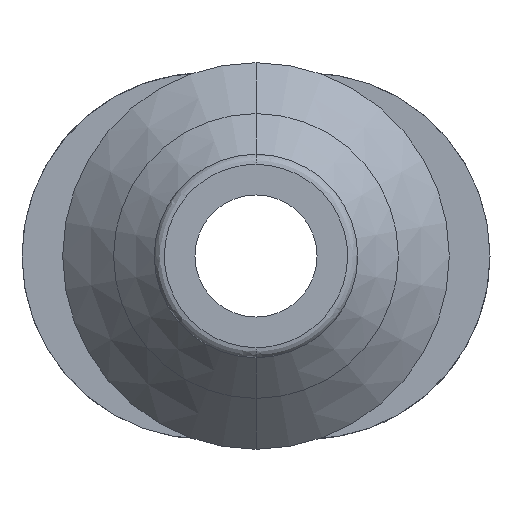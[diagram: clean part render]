
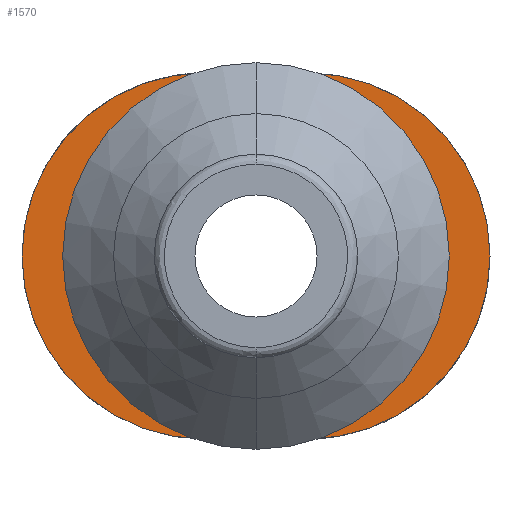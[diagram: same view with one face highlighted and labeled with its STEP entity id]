
A CAD part, front view. The second image highlights one B-rep face of the part: STEP entity #1570.
In plain terms, the highlighted planar face has unit normal (0, -1, 0).
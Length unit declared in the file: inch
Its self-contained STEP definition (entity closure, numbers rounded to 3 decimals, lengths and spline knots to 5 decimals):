
#62 = DIRECTION ( 'NONE',  ( -1., 0., 0. ) ) ;
#117 = FACE_OUTER_BOUND ( 'NONE', #1212, .T. ) ;
#147 = FACE_BOUND ( 'NONE', #1988, .T. ) ;
#191 = DIRECTION ( 'NONE',  ( 0., -1., 0. ) ) ;
#326 = DIRECTION ( 'NONE',  ( 0., 1., 0. ) ) ;
#456 = VECTOR ( 'NONE', #62, 39.37008 ) ;
#461 = LINE ( 'NONE', #1294, #456 ) ;
#469 = CARTESIAN_POINT ( 'NONE',  ( 0., 1.14173, 0.09055 ) ) ;
#568 = CIRCLE ( 'NONE', #2165, 0.09055 ) ;
#576 = ORIENTED_EDGE ( 'NONE', *, *, #2125, .F. ) ;
#644 = VERTEX_POINT ( 'NONE', #2126 ) ;
#714 = VECTOR ( 'NONE', #1289, 39.37008 ) ;
#750 = VERTEX_POINT ( 'NONE', #1800 ) ;
#760 = EDGE_CURVE ( 'NONE', #750, #1556, #913, .T. ) ;
#781 = CIRCLE ( 'NONE', #2173, 0.09055 ) ;
#782 = ORIENTED_EDGE ( 'NONE', *, *, #905, .F. ) ;
#786 = LINE ( 'NONE', #2016, #714 ) ;
#849 = ORIENTED_EDGE ( 'NONE', *, *, #1237, .F. ) ;
#854 = EDGE_CURVE ( 'NONE', #1577, #1636, #781, .T. ) ;
#898 = CARTESIAN_POINT ( 'NONE',  ( 0., 1.14173, 0. ) ) ;
#905 = EDGE_CURVE ( 'NONE', #1215, #750, #786, .T. ) ;
#913 = CIRCLE ( 'NONE', #1223, 0.14173 ) ;
#959 = PLANE ( 'NONE',  #995 ) ;
#965 = DIRECTION ( 'NONE',  ( 0., 0., 1. ) ) ;
#995 = AXIS2_PLACEMENT_3D ( 'NONE', #1906, #2074, #965 ) ;
#1058 = CARTESIAN_POINT ( 'NONE',  ( 0.03937, 1.14173, 0. ) ) ;
#1107 = DIRECTION ( 'NONE',  ( 0., 0., 1. ) ) ;
#1155 = ORIENTED_EDGE ( 'NONE', *, *, #760, .F. ) ;
#1169 = CARTESIAN_POINT ( 'NONE',  ( 0., 1.14173, -0.09055 ) ) ;
#1207 = CIRCLE ( 'NONE', #1876, 0.14173 ) ;
#1212 = EDGE_LOOP ( 'NONE', ( #1155, #782, #2239, #849 ) ) ;
#1215 = VERTEX_POINT ( 'NONE', #2330 ) ;
#1223 = AXIS2_PLACEMENT_3D ( 'NONE', #1058, #2311, #1246 ) ;
#1237 = EDGE_CURVE ( 'NONE', #1556, #644, #461, .T. ) ;
#1246 = DIRECTION ( 'NONE',  ( 0., 0., 1. ) ) ;
#1289 = DIRECTION ( 'NONE',  ( 1., 0., 0. ) ) ;
#1294 = CARTESIAN_POINT ( 'NONE',  ( 0., 1.14173, -0.14173 ) ) ;
#1404 = CARTESIAN_POINT ( 'NONE',  ( 0., 1.14173, 0. ) ) ;
#1529 = CARTESIAN_POINT ( 'NONE',  ( -0.03937, 1.14173, 0. ) ) ;
#1556 = VERTEX_POINT ( 'NONE', #2055 ) ;
#1570 = ADVANCED_FACE ( 'NONE', ( #147, #117 ), #959, .F. ) ;
#1577 = VERTEX_POINT ( 'NONE', #1169 ) ;
#1604 = DIRECTION ( 'NONE',  ( 0., 0., 1. ) ) ;
#1636 = VERTEX_POINT ( 'NONE', #469 ) ;
#1708 = EDGE_CURVE ( 'NONE', #644, #1215, #1207, .T. ) ;
#1712 = DIRECTION ( 'NONE',  ( 0., 0., 1. ) ) ;
#1800 = CARTESIAN_POINT ( 'NONE',  ( 0.03937, 1.14173, 0.14173 ) ) ;
#1876 = AXIS2_PLACEMENT_3D ( 'NONE', #1529, #326, #1712 ) ;
#1906 = CARTESIAN_POINT ( 'NONE',  ( 0., 1.14173, 0. ) ) ;
#1988 = EDGE_LOOP ( 'NONE', ( #576, #1992 ) ) ;
#1992 = ORIENTED_EDGE ( 'NONE', *, *, #854, .F. ) ;
#2016 = CARTESIAN_POINT ( 'NONE',  ( 0., 1.14173, 0.14173 ) ) ;
#2055 = CARTESIAN_POINT ( 'NONE',  ( 0.03937, 1.14173, -0.14173 ) ) ;
#2074 = DIRECTION ( 'NONE',  ( 0., 1., 0. ) ) ;
#2125 = EDGE_CURVE ( 'NONE', #1636, #1577, #568, .T. ) ;
#2126 = CARTESIAN_POINT ( 'NONE',  ( -0.03937, 1.14173, -0.14173 ) ) ;
#2165 = AXIS2_PLACEMENT_3D ( 'NONE', #1404, #191, #1604 ) ;
#2173 = AXIS2_PLACEMENT_3D ( 'NONE', #898, #2174, #1107 ) ;
#2174 = DIRECTION ( 'NONE',  ( 0., -1., 0. ) ) ;
#2239 = ORIENTED_EDGE ( 'NONE', *, *, #1708, .F. ) ;
#2311 = DIRECTION ( 'NONE',  ( 0., 1., 0. ) ) ;
#2330 = CARTESIAN_POINT ( 'NONE',  ( -0.03937, 1.14173, 0.14173 ) ) ;
